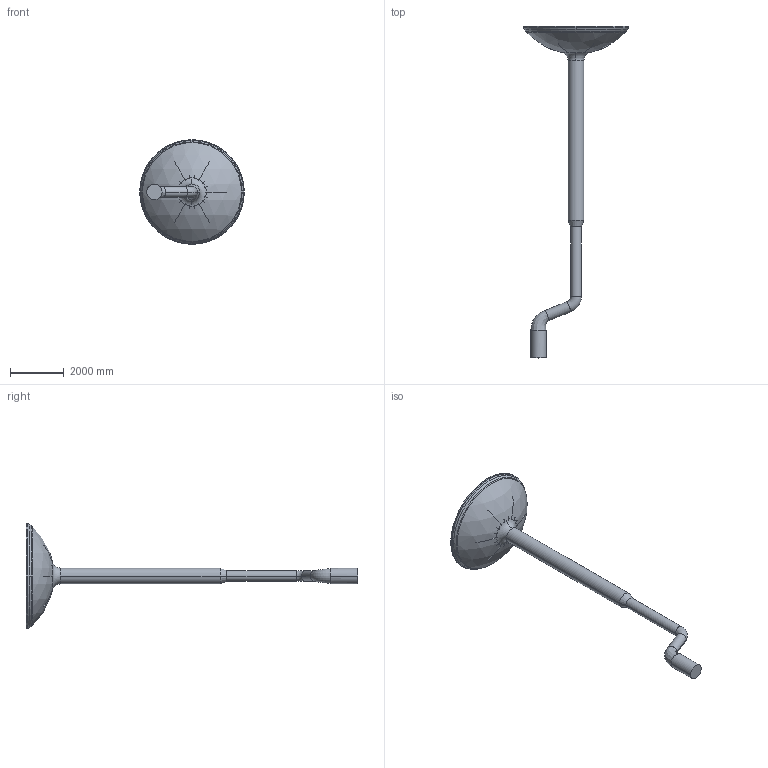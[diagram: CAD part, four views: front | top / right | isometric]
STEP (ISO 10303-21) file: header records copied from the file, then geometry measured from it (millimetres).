
FILE_DESCRIPTION(('STEP AP214'),'1');
FILE_NAME('k77baffles.stp','2023-06-22T13:47:37',(' '),(' '),'Spatial InterOp 3D',' ',' ');
FILE_SCHEMA(('AUTOMOTIVE_DESIGN { 1 0 10303 214 1 1 1 1 }'));
Length unit declared in the file: metre
Products named in the file (1): Твердое тело2
Bounding box: 3900 x 12364.5 x 3900 mm (x, y, z)
Volume: 9805759628.6 mm3; surface area: 51745742.7 mm2
Topology: 1 solids, 32 shells, 70 faces, 270 edges, 237 vertices
Faces by surface type: plane 36, cylinder 16, torus 8, cone 8, bspline 1, sphere 1
Entity records: 5089 total; most frequent: CARTESIAN_POINT 2350, DIRECTION 564, ORIENTED_EDGE 358, EDGE_CURVE 269, VERTEX_POINT 237, AXIS2_PLACEMENT_3D 201, LINE 162, VECTOR 162
